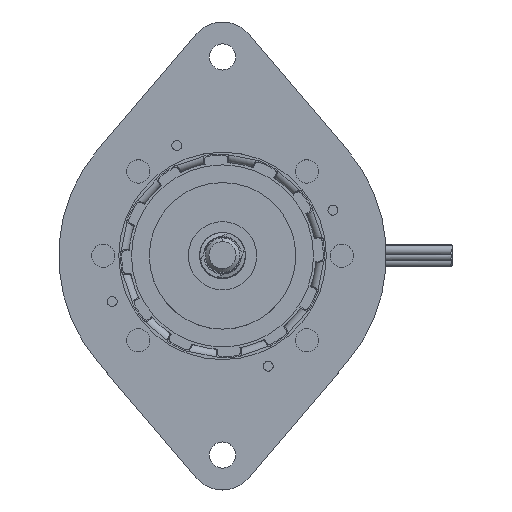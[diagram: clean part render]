
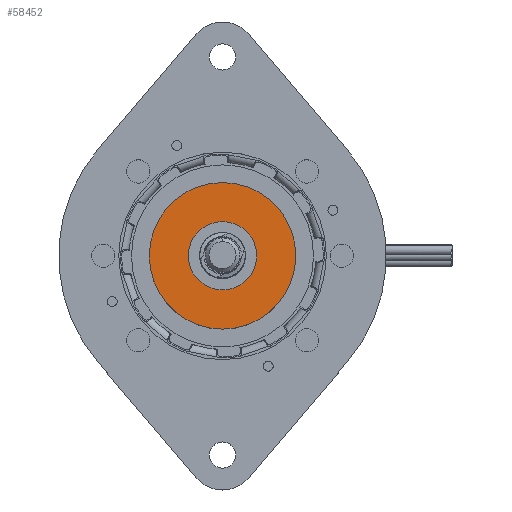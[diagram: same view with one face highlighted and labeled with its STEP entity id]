
A CAD part, top view. The second image highlights one B-rep face of the part: STEP entity #58452.
In plain terms, the highlighted face is planar.
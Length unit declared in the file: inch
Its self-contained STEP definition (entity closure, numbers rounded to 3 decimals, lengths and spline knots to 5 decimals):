
#56770=CARTESIAN_POINT('',(-0.189,0.,0.));
#56771=DIRECTION('',(1.,0.,0.));
#56772=DIRECTION('',(0.,1.,0.));
#56773=AXIS2_PLACEMENT_3D('',#56770,#56771,#56772);
#56775=CARTESIAN_POINT('',(-0.189,0.,0.));
#56776=DIRECTION('',(1.,0.,0.));
#56777=DIRECTION('',(0.,-1.,0.));
#56778=AXIS2_PLACEMENT_3D('',#56775,#56776,#56777);
#56780=CARTESIAN_POINT('',(-0.189,0.,0.));
#56781=DIRECTION('',(-1.,0.,0.));
#56782=DIRECTION('',(0.,-1.,0.));
#56783=AXIS2_PLACEMENT_3D('',#56780,#56781,#56782);
#56785=CARTESIAN_POINT('',(-0.189,0.,0.));
#56786=DIRECTION('',(-1.,0.,0.));
#56787=DIRECTION('',(0.,1.,0.));
#56788=AXIS2_PLACEMENT_3D('',#56785,#56786,#56787);
#57131=CARTESIAN_POINT('',(-0.189,-0.4025,0.));
#57132=VERTEX_POINT('',#57131);
#57133=CARTESIAN_POINT('',(-0.189,0.4025,0.));
#57134=VERTEX_POINT('',#57133);
#57135=CARTESIAN_POINT('',(-0.189,-0.1875,0.));
#57136=CARTESIAN_POINT('',(-0.189,0.1875,0.));
#57137=VERTEX_POINT('',#57135);
#57138=VERTEX_POINT('',#57136);
#58437=CARTESIAN_POINT('',(-0.189,0.,0.));
#58438=DIRECTION('',(-1.,0.,0.));
#58439=DIRECTION('',(0.,0.,1.));
#58440=AXIS2_PLACEMENT_3D('',#58437,#58438,#58439);
#58441=PLANE('',#58440);
#58442=ORIENTED_EDGE('',*,*,#58416,.T.);
#58443=ORIENTED_EDGE('',*,*,#58430,.T.);
#58444=EDGE_LOOP('',(#58442,#58443));
#58445=FACE_OUTER_BOUND('',#58444,.F.);
#58447=ORIENTED_EDGE('',*,*,#58446,.T.);
#58449=ORIENTED_EDGE('',*,*,#58448,.T.);
#58450=EDGE_LOOP('',(#58447,#58449));
#58451=FACE_BOUND('',#58450,.F.);
#58452=ADVANCED_FACE('',(#58445,#58451),#58441,.T.);
#56774=CIRCLE('',#56773,0.4025);
#56779=CIRCLE('',#56778,0.4025);
#56784=CIRCLE('',#56783,0.1875);
#56789=CIRCLE('',#56788,0.1875);
#58416=EDGE_CURVE('',#57134,#57132,#56774,.T.);
#58430=EDGE_CURVE('',#57132,#57134,#56779,.T.);
#58446=EDGE_CURVE('',#57137,#57138,#56784,.T.);
#58448=EDGE_CURVE('',#57138,#57137,#56789,.T.);
